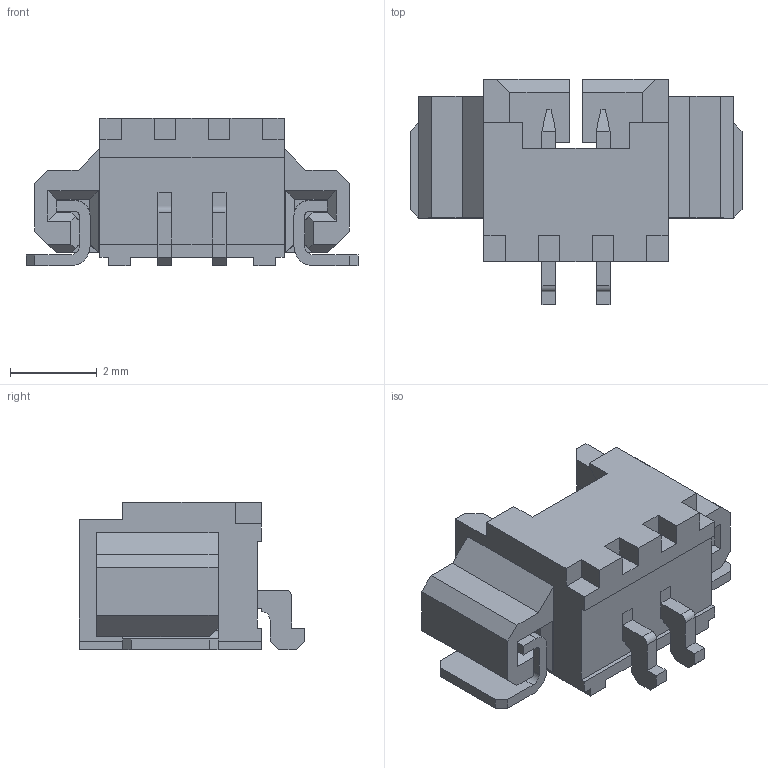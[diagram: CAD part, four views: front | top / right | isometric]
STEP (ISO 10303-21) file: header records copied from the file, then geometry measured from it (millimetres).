
FILE_DESCRIPTION (( 'STEP AP214' ), '1' );
FILE_NAME ('532610271.STEP', '2021-09-15T00:30:31', ( '' ), ( '' ), 'SwSTEP 2.0', 'SolidWorks 2017', '' );
FILE_SCHEMA (( 'AUTOMOTIVE_DESIGN' ));
Length unit declared in the file: millimetre
Products named in the file (1): 532610271
Bounding box: 7.65 x 5.2 x 3.4 mm (x, y, z)
Volume: 47.6 mm3; surface area: 198.8 mm2
Topology: 3 solids, 3 shells, 205 faces, 589 edges, 384 vertices
Faces by surface type: plane 193, cylinder 12
Entity records: 6635 total; most frequent: CARTESIAN_POINT 1185, ORIENTED_EDGE 1178, DIRECTION 1023, EDGE_CURVE 589, VECTOR 563, LINE 563, VERTEX_POINT 384, AXIS2_PLACEMENT_3D 230
